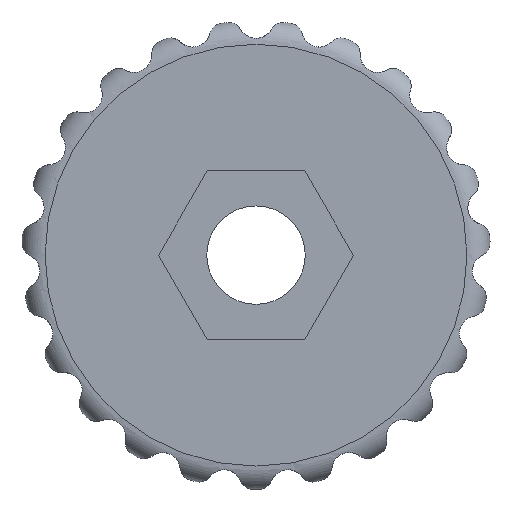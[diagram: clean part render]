
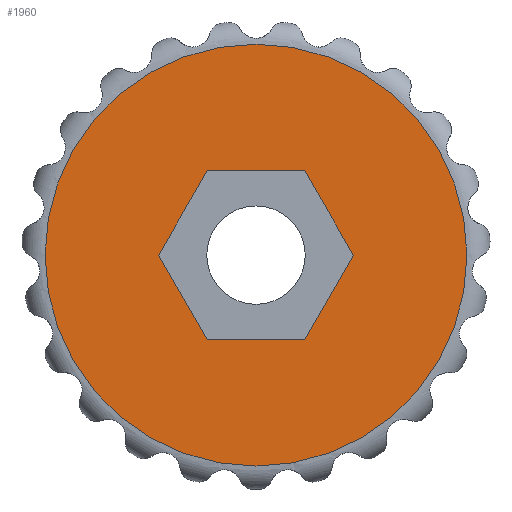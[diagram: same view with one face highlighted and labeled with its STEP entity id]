
A CAD part, front view. The second image highlights one B-rep face of the part: STEP entity #1960.
In plain terms, the highlighted planar face has unit normal (0, -1, 0).
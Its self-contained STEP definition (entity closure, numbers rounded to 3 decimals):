
#250=FACE_BOUND('',#514,.T.);
#264=CIRCLE('',#2000,9.);
#407=FACE_OUTER_BOUND('',#513,.T.);
#513=EDGE_LOOP('',(#1838));
#514=EDGE_LOOP('',(#1839,#1840,#1841,#1842,#1843,#1844));
#516=LINE('',#2567,#627);
#520=LINE('',#2575,#631);
#523=LINE('',#2581,#634);
#526=LINE('',#2587,#637);
#529=LINE('',#2593,#640);
#532=LINE('',#2598,#643);
#627=VECTOR('',#2138,10.);
#631=VECTOR('',#2144,10.);
#634=VECTOR('',#2149,10.);
#637=VECTOR('',#2154,10.);
#640=VECTOR('',#2159,10.);
#643=VECTOR('',#2164,10.);
#738=VERTEX_POINT('',#2565);
#739=VERTEX_POINT('',#2566);
#742=VERTEX_POINT('',#2574);
#744=VERTEX_POINT('',#2580);
#746=VERTEX_POINT('',#2586);
#748=VERTEX_POINT('',#2592);
#800=VERTEX_POINT('',#3111);
#940=EDGE_CURVE('',#738,#739,#516,.T.);
#944=EDGE_CURVE('',#742,#738,#520,.T.);
#947=EDGE_CURVE('',#744,#742,#523,.T.);
#950=EDGE_CURVE('',#746,#744,#526,.T.);
#953=EDGE_CURVE('',#748,#746,#529,.T.);
#956=EDGE_CURVE('',#739,#748,#532,.T.);
#1011=EDGE_CURVE('',#800,#800,#264,.T.);
#1838=ORIENTED_EDGE('',*,*,#1011,.F.);
#1839=ORIENTED_EDGE('',*,*,#940,.T.);
#1840=ORIENTED_EDGE('',*,*,#956,.T.);
#1841=ORIENTED_EDGE('',*,*,#953,.T.);
#1842=ORIENTED_EDGE('',*,*,#950,.T.);
#1843=ORIENTED_EDGE('',*,*,#947,.T.);
#1844=ORIENTED_EDGE('',*,*,#944,.T.);
#1857=PLANE('',#2132);
#1960=ADVANCED_FACE('',(#407,#250),#1857,.F.);
#2000=AXIS2_PLACEMENT_3D('',#3113,#2206,#2207);
#2132=AXIS2_PLACEMENT_3D('',#4718,#2558,#2559);
#2138=DIRECTION('',(0.5,0.,0.866));
#2144=DIRECTION('',(-0.5,0.,0.866));
#2149=DIRECTION('',(-1.,0.,0.));
#2154=DIRECTION('',(-0.5,0.,-0.866));
#2159=DIRECTION('',(0.5,0.,-0.866));
#2164=DIRECTION('',(1.,0.,0.));
#2206=DIRECTION('center_axis',(0.,1.,0.));
#2207=DIRECTION('ref_axis',(1.,0.,0.));
#2558=DIRECTION('center_axis',(0.,1.,0.));
#2559=DIRECTION('ref_axis',(1.,0.,0.));
#2565=CARTESIAN_POINT('',(-4.157,0.,0.));
#2566=CARTESIAN_POINT('',(-2.078,0.,3.6));
#2567=CARTESIAN_POINT('',(-3.637,0.,0.9));
#2574=CARTESIAN_POINT('',(-2.078,0.,-3.6));
#2575=CARTESIAN_POINT('',(-2.598,0.,-2.7));
#2580=CARTESIAN_POINT('',(2.078,0.,-3.6));
#2581=CARTESIAN_POINT('',(1.039,0.,-3.6));
#2586=CARTESIAN_POINT('',(4.157,0.,0.));
#2587=CARTESIAN_POINT('',(3.637,0.,-0.9));
#2592=CARTESIAN_POINT('',(2.078,0.,3.6));
#2593=CARTESIAN_POINT('',(2.598,0.,2.7));
#2598=CARTESIAN_POINT('',(-1.039,0.,3.6));
#3111=CARTESIAN_POINT('',(0.,0.,-9.));
#3113=CARTESIAN_POINT('Origin',(0.,0.,0.));
#4718=CARTESIAN_POINT('Origin',(0.,0.,0.));
